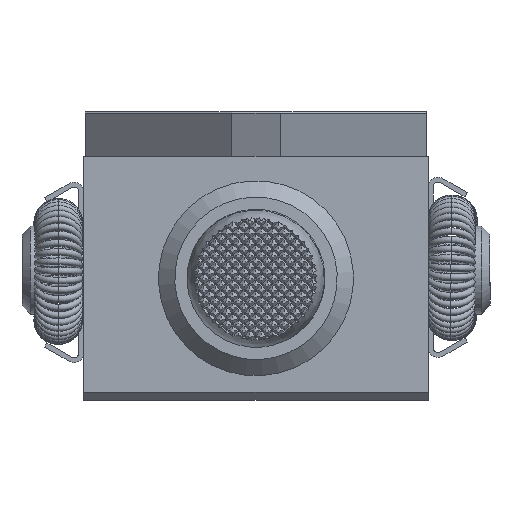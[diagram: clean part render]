
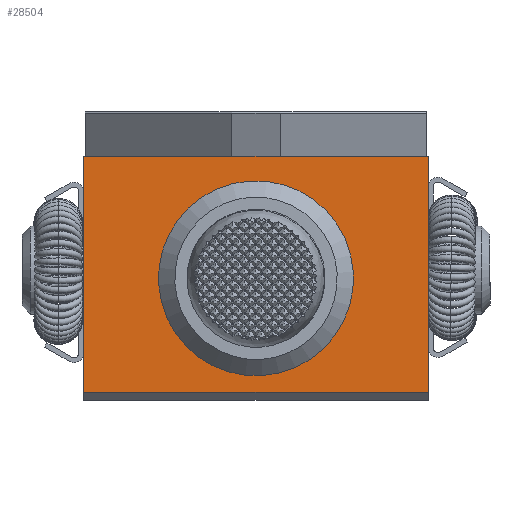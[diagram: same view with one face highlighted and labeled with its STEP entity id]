
A CAD part, left-side view. The second image highlights one B-rep face of the part: STEP entity #28504.
In plain terms, the highlighted face is planar.
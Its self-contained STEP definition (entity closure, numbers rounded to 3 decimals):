
#28409=CARTESIAN_POINT('',(5.447,7.5,-3.));
#28410=VERTEX_POINT('',#28409);
#28411=CARTESIAN_POINT('',(10.6,7.5,-3.));
#28412=DIRECTION('',(0.0,0.0,-1.0));
#28413=DIRECTION('',(1.0,0.0,0.0));
#28414=AXIS2_PLACEMENT_3D('',#28411,#28412,#28413);
#28415=CIRCLE('',#28414,5.153);
#28416=EDGE_CURVE('',#28410,#28410,#28415,.T.);
#28462=CARTESIAN_POINT('',(10.6,7.5,-3.));
#28463=DIRECTION('',(0.0,0.0,1.0));
#28464=DIRECTION('',(1.0,0.0,0.0));
#28465=AXIS2_PLACEMENT_3D('',#28462,#28463,#28464);
#28466=PLANE('',#28465);
#28467=CARTESIAN_POINT('',(21.2,14.5,-3.));
#28468=VERTEX_POINT('',#28467);
#28469=CARTESIAN_POINT('',(0.0,14.5,-3.));
#28470=VERTEX_POINT('',#28469);
#28471=CARTESIAN_POINT('',(21.2,14.5,-3.));
#28472=DIRECTION('',(-1.0,0.0,0.0));
#28473=VECTOR('',#28472,21.2);
#28474=LINE('',#28471,#28473);
#28475=EDGE_CURVE('',#28468,#28470,#28474,.T.);
#28476=ORIENTED_EDGE('',*,*,#28475,.F.);
#28477=CARTESIAN_POINT('',(21.2,0.0,-3.));
#28478=VERTEX_POINT('',#28477);
#28479=CARTESIAN_POINT('',(21.2,0.0,-3.));
#28480=DIRECTION('',(0.0,1.0,0.0));
#28481=VECTOR('',#28480,14.5);
#28482=LINE('',#28479,#28481);
#28483=EDGE_CURVE('',#28478,#28468,#28482,.T.);
#28484=ORIENTED_EDGE('',*,*,#28483,.F.);
#28485=CARTESIAN_POINT('',(0.0,0.0,-3.));
#28486=VERTEX_POINT('',#28485);
#28487=CARTESIAN_POINT('',(0.0,0.0,-3.));
#28488=DIRECTION('',(1.0,0.0,0.0));
#28489=VECTOR('',#28488,21.2);
#28490=LINE('',#28487,#28489);
#28491=EDGE_CURVE('',#28486,#28478,#28490,.T.);
#28492=ORIENTED_EDGE('',*,*,#28491,.F.);
#28493=CARTESIAN_POINT('',(0.0,14.5,-3.));
#28494=DIRECTION('',(0.0,-1.0,0.0));
#28495=VECTOR('',#28494,14.5);
#28496=LINE('',#28493,#28495);
#28497=EDGE_CURVE('',#28470,#28486,#28496,.T.);
#28498=ORIENTED_EDGE('',*,*,#28497,.F.);
#28499=EDGE_LOOP('',(#28476,#28484,#28492,#28498));
#28500=FACE_OUTER_BOUND('',#28499,.T.);
#28501=ORIENTED_EDGE('',*,*,#28416,.F.);
#28502=EDGE_LOOP('',(#28501));
#28503=FACE_BOUND('',#28502,.T.);
#28504=ADVANCED_FACE('',(#28500,#28503),#28466,.F.);
